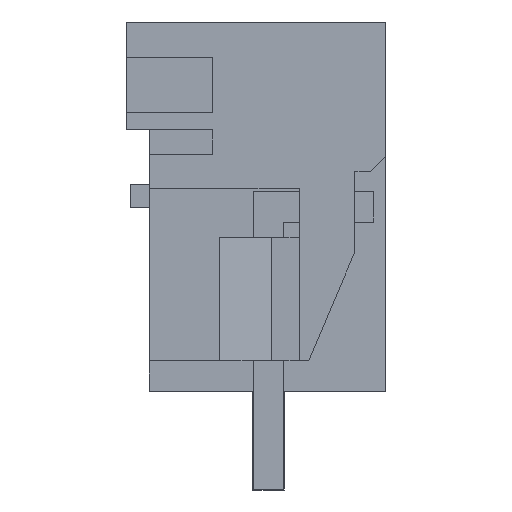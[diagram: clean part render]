
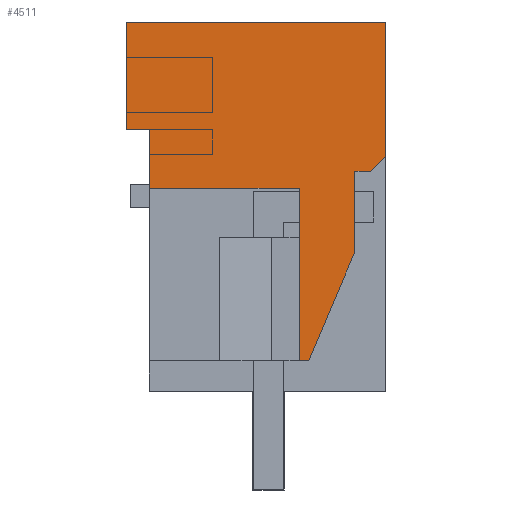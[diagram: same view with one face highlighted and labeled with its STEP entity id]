
A CAD part, left-side view. The second image highlights one B-rep face of the part: STEP entity #4511.
In plain terms, the highlighted planar face has unit normal (-1, 0, 0).
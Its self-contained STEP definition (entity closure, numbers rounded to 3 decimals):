
#4436=AXIS2_PLACEMENT_3D('Plane Axis2P3D',#4433,#4434,#4435) ;
#2353=CARTESIAN_POINT('Vertex',(0.,0.,15.2)) ;
#2356=CARTESIAN_POINT('Line Origine',(0.,0.,13.023)) ;
#2360=CARTESIAN_POINT('Vertex',(0.,0.,10.846)) ;
#3315=CARTESIAN_POINT('Vertex',(0.,7.68,9.8)) ;
#3318=CARTESIAN_POINT('Line Origine',(0.,7.68,10.75)) ;
#3322=CARTESIAN_POINT('Vertex',(0.,7.68,11.7)) ;
#4414=CARTESIAN_POINT('Line Origine',(0.,0.25,10.596)) ;
#4418=CARTESIAN_POINT('Vertex',(0.,0.5,10.346)) ;
#4433=CARTESIAN_POINT('Axis2P3D Location',(0.,-1.5,3.2)) ;
#4438=CARTESIAN_POINT('Line Origine',(0.,4.215,15.2)) ;
#4442=CARTESIAN_POINT('Vertex',(0.,8.43,15.2)) ;
#4445=CARTESIAN_POINT('Line Origine',(0.,8.43,13.45)) ;
#4449=CARTESIAN_POINT('Vertex',(0.,8.43,11.7)) ;
#4452=CARTESIAN_POINT('Line Origine',(0.,8.055,11.7)) ;
#4457=CARTESIAN_POINT('Line Origine',(0.,5.245,9.8)) ;
#4461=CARTESIAN_POINT('Vertex',(0.,2.81,9.8)) ;
#4464=CARTESIAN_POINT('Line Origine',(0.,2.81,7.)) ;
#4468=CARTESIAN_POINT('Vertex',(0.,2.81,4.2)) ;
#4471=CARTESIAN_POINT('Line Origine',(0.,2.655,4.2)) ;
#4475=CARTESIAN_POINT('Vertex',(0.,2.501,4.2)) ;
#4478=CARTESIAN_POINT('Line Origine',(0.,1.752,5.968)) ;
#4482=CARTESIAN_POINT('Vertex',(0.,1.003,7.735)) ;
#4485=CARTESIAN_POINT('Line Origine',(0.,1.003,9.041)) ;
#4489=CARTESIAN_POINT('Vertex',(0.,1.003,10.346)) ;
#4492=CARTESIAN_POINT('Line Origine',(0.,0.751,10.346)) ;
#2357=DIRECTION('Vector Direction',(0.,0.,1.)) ;
#3319=DIRECTION('Vector Direction',(0.,0.,-1.)) ;
#4415=DIRECTION('Vector Direction',(0.,-0.707,0.707)) ;
#4434=DIRECTION('Axis2P3D Direction',(-1.,0.,0.)) ;
#4435=DIRECTION('Axis2P3D XDirection',(0.,0.,1.)) ;
#4439=DIRECTION('Vector Direction',(0.,1.,0.)) ;
#4446=DIRECTION('Vector Direction',(0.,0.,-1.)) ;
#4453=DIRECTION('Vector Direction',(0.,-1.,0.)) ;
#4458=DIRECTION('Vector Direction',(0.,-1.,0.)) ;
#4465=DIRECTION('Vector Direction',(0.,0.,-1.)) ;
#4472=DIRECTION('Vector Direction',(0.,1.,0.)) ;
#4479=DIRECTION('Vector Direction',(0.,0.39,-0.921)) ;
#4486=DIRECTION('Vector Direction',(0.,0.,-1.)) ;
#4493=DIRECTION('Vector Direction',(0.,-1.,0.)) ;
#2358=VECTOR('Line Direction',#2357,1.) ;
#3320=VECTOR('Line Direction',#3319,1.) ;
#4416=VECTOR('Line Direction',#4415,1.) ;
#4440=VECTOR('Line Direction',#4439,1.) ;
#4447=VECTOR('Line Direction',#4446,1.) ;
#4454=VECTOR('Line Direction',#4453,1.) ;
#4459=VECTOR('Line Direction',#4458,1.) ;
#4466=VECTOR('Line Direction',#4465,1.) ;
#4473=VECTOR('Line Direction',#4472,1.) ;
#4480=VECTOR('Line Direction',#4479,1.) ;
#4487=VECTOR('Line Direction',#4486,1.) ;
#4494=VECTOR('Line Direction',#4493,1.) ;
#4498=ORIENTED_EDGE('',*,*,#2362,.T.) ;
#4499=ORIENTED_EDGE('',*,*,#4444,.T.) ;
#4500=ORIENTED_EDGE('',*,*,#4451,.T.) ;
#4501=ORIENTED_EDGE('',*,*,#4456,.T.) ;
#4502=ORIENTED_EDGE('',*,*,#3324,.T.) ;
#4503=ORIENTED_EDGE('',*,*,#4463,.T.) ;
#4504=ORIENTED_EDGE('',*,*,#4470,.T.) ;
#4505=ORIENTED_EDGE('',*,*,#4477,.F.) ;
#4506=ORIENTED_EDGE('',*,*,#4484,.F.) ;
#4507=ORIENTED_EDGE('',*,*,#4491,.F.) ;
#4508=ORIENTED_EDGE('',*,*,#4496,.F.) ;
#4509=ORIENTED_EDGE('',*,*,#4420,.F.) ;
#4511=ADVANCED_FACE('HOUSING',(#4510),#4437,.T.) ;
#2362=EDGE_CURVE('',#2361,#2354,#2359,.T.) ;
#3324=EDGE_CURVE('',#3323,#3316,#3321,.T.) ;
#4420=EDGE_CURVE('',#2361,#4419,#4417,.F.) ;
#4444=EDGE_CURVE('',#2354,#4443,#4441,.T.) ;
#4451=EDGE_CURVE('',#4443,#4450,#4448,.T.) ;
#4456=EDGE_CURVE('',#4450,#3323,#4455,.T.) ;
#4463=EDGE_CURVE('',#3316,#4462,#4460,.T.) ;
#4470=EDGE_CURVE('',#4462,#4469,#4467,.T.) ;
#4477=EDGE_CURVE('',#4476,#4469,#4474,.T.) ;
#4484=EDGE_CURVE('',#4483,#4476,#4481,.T.) ;
#4491=EDGE_CURVE('',#4490,#4483,#4488,.T.) ;
#4496=EDGE_CURVE('',#4419,#4490,#4495,.F.) ;
#4497=EDGE_LOOP('',(#4498,#4499,#4500,#4501,#4502,#4503,#4504,#4505,#4506,#4507,#4508,#4509)) ;
#4510=FACE_OUTER_BOUND('',#4497,.T.) ;
#2359=LINE('Line',#2356,#2358) ;
#3321=LINE('Line',#3318,#3320) ;
#4417=LINE('Line',#4414,#4416) ;
#4441=LINE('Line',#4438,#4440) ;
#4448=LINE('Line',#4445,#4447) ;
#4455=LINE('Line',#4452,#4454) ;
#4460=LINE('Line',#4457,#4459) ;
#4467=LINE('Line',#4464,#4466) ;
#4474=LINE('Line',#4471,#4473) ;
#4481=LINE('Line',#4478,#4480) ;
#4488=LINE('Line',#4485,#4487) ;
#4495=LINE('Line',#4492,#4494) ;
#4437=PLANE('',#4436) ;
#2354=VERTEX_POINT('',#2353) ;
#2361=VERTEX_POINT('',#2360) ;
#3316=VERTEX_POINT('',#3315) ;
#3323=VERTEX_POINT('',#3322) ;
#4419=VERTEX_POINT('',#4418) ;
#4443=VERTEX_POINT('',#4442) ;
#4450=VERTEX_POINT('',#4449) ;
#4462=VERTEX_POINT('',#4461) ;
#4469=VERTEX_POINT('',#4468) ;
#4476=VERTEX_POINT('',#4475) ;
#4483=VERTEX_POINT('',#4482) ;
#4490=VERTEX_POINT('',#4489) ;
